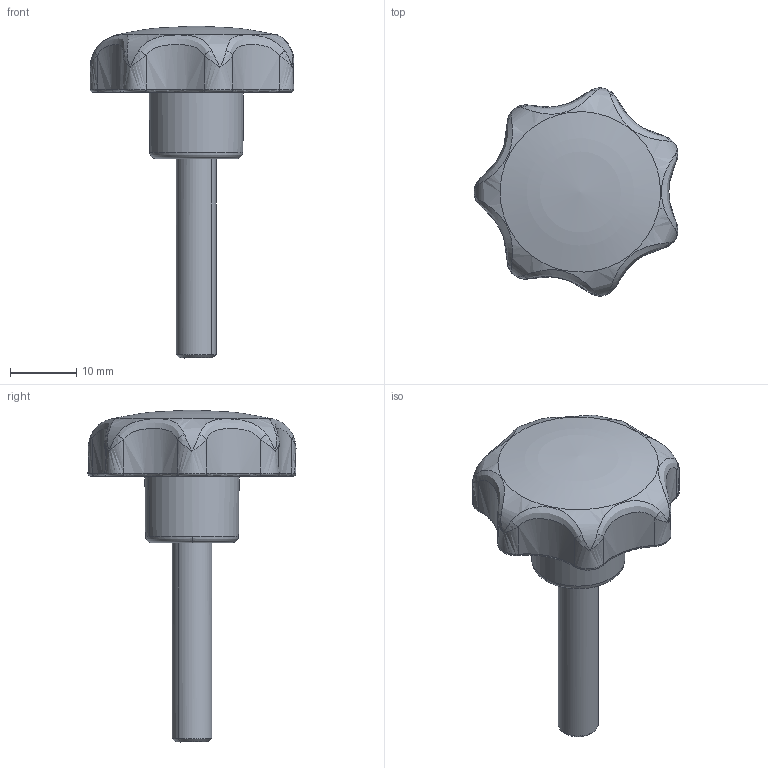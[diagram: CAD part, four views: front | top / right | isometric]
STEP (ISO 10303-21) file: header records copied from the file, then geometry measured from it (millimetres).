
FILE_DESCRIPTION((''),'2;1');
FILE_NAME('','2006-02-22T16:27:44',(''),(''),'','CADfix','');
FILE_SCHEMA(('AUTOMOTIVE_DESIGN'));
Length unit declared in the file: millimetre
Products named in the file (3): screw; knob; KSM_32_M6_30_24618_36
Assembly tree (2 placements, depth 2):
  KSM_32_M6_30_24618_36
    screw
    knob
Bounding box: 30.69 x 31.33 x 50 mm (x, y, z)
Volume: 6248.4 mm3; surface area: 4486.9 mm2
Topology: 2 solids, 2 shells, 106 faces, 307 edges, 195 vertices
Faces by surface type: bspline 106
Entity records: 7688 total; most frequent: CARTESIAN_POINT 5911, ORIENTED_EDGE 586, EDGE_CURVE 293, B_SPLINE_CURVE_WITH_KNOTS 252, VERTEX_POINT 195, EDGE_LOOP 110, FACE_OUTER_BOUND 106, ADVANCED_FACE 106
